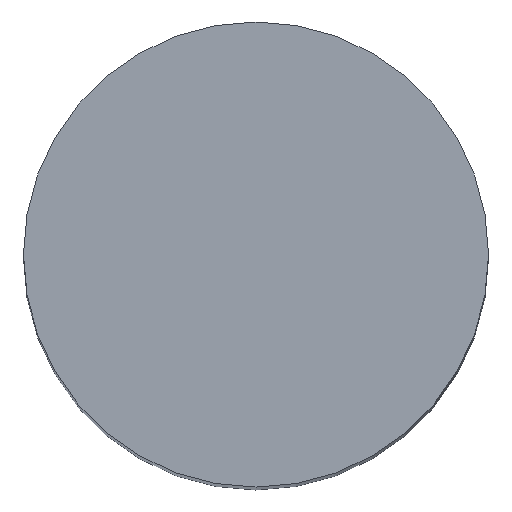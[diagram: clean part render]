
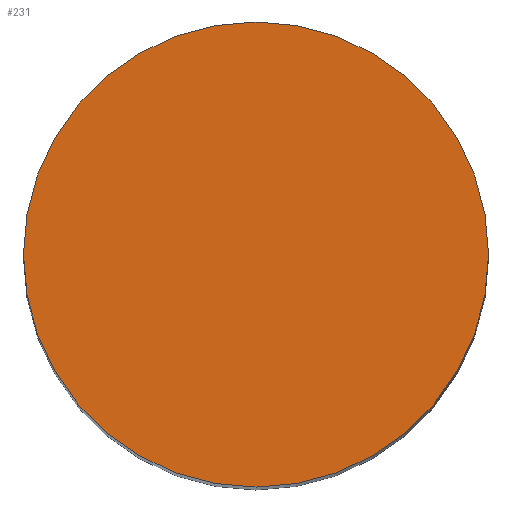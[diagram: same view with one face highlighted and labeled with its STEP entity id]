
A CAD part, top view. The second image highlights one B-rep face of the part: STEP entity #231.
In plain terms, the highlighted planar face has unit normal (0, 0, 1).
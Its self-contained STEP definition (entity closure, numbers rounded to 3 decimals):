
#116=EDGE_CURVE('240[2]',#306,#306,#307,.T.);
#231=ADVANCED_FACE('240[2]',(#462),#463,.T.);
#306=VERTEX_POINT('',#552);
#307=CIRCLE('',#553,5.0);
#462=FACE_OUTER_BOUND('',#833,.T.);
#463=PLANE('',#834);
#552=CARTESIAN_POINT('',(0.,-5.0,0.));
#553=AXIS2_PLACEMENT_3D('',#909,#910,#911);
#833=EDGE_LOOP('',(#1093));
#834=AXIS2_PLACEMENT_3D('',#1094,#1095,#1096);
#909=CARTESIAN_POINT('',(0.0,0.0,0.0));
#910=DIRECTION('',(0.,0.,1.0));
#911=DIRECTION('',(0.,-1.0,0.));
#1093=ORIENTED_EDGE('',*,*,#116,.T.);
#1094=CARTESIAN_POINT('',(0.,-2.5,0.));
#1095=DIRECTION('',(0.,0.,1.0));
#1096=DIRECTION('',(-1.0,0.,0.0));
